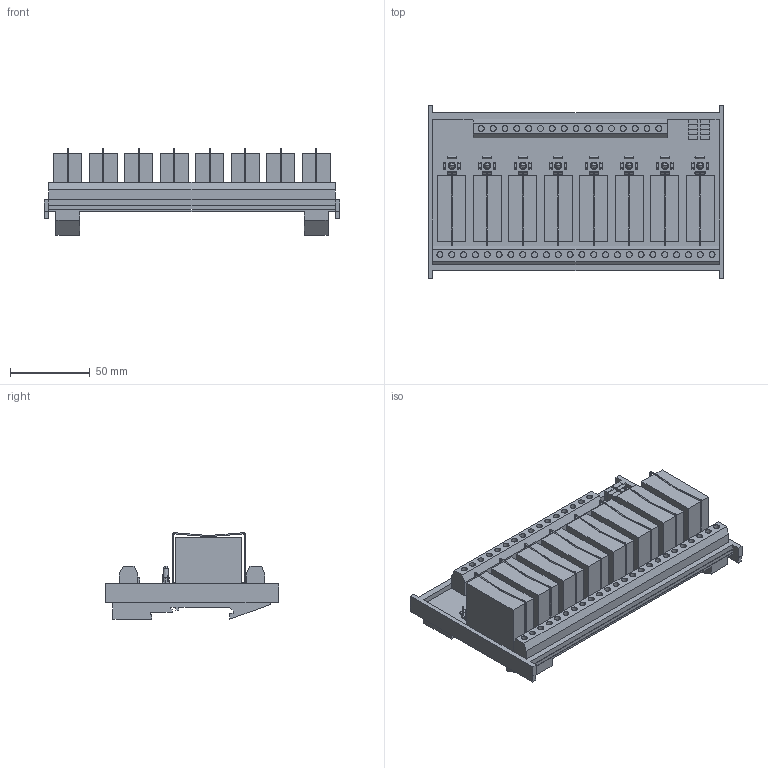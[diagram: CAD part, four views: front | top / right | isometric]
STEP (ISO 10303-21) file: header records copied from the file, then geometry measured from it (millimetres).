
FILE_DESCRIPTION(('FreeCAD Model'),'2;1');
FILE_NAME('Open CASCADE Shape Model','2025-04-30T04:08:20',('FreeCAD'),( 'FreeCAD'),'Open CASCADE STEP processor 7.6','FreeCAD','Unknown');
FILE_SCHEMA(('AUTOMOTIVE_DESIGN { 1 0 10303 214 1 1 1 1 }'));
Products named in the file (1): Open CASCADE STEP translator 7.6 1
Bounding box: 185.34 x 108.83 x 54.28 mm (x, y, z)
Surface area: 132645.9 mm2 (no closed solid volume)
Topology: 0 solids, 838 shells, 838 faces, 7696 edges, 7680 vertices
Faces by surface type: bspline 838
Entity records: 71700 total; most frequent: CARTESIAN_POINT 36885, VERTEX_POINT 7688, ORIENTED_EDGE 7680, EDGE_CURVE 7680, B_SPLINE_CURVE_WITH_KNOTS 6784, FACE_BOUND 978, EDGE_LOOP 978, SHELL_BASED_SURFACE_MODEL 838
